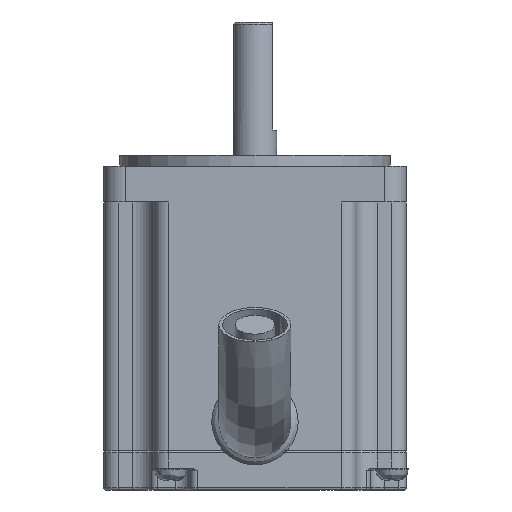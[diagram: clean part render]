
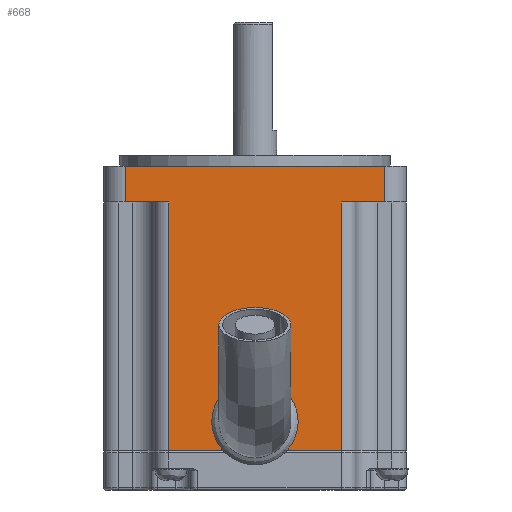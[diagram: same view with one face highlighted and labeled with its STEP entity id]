
A CAD part, front view. The second image highlights one B-rep face of the part: STEP entity #668.
In plain terms, the highlighted planar face has unit normal (0, -1, 0).
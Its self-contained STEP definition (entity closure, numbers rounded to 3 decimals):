
#668 = ADVANCED_FACE( '', ( #1361 ), #1362, .F. );
#1361 = FACE_OUTER_BOUND( '', #2605, .T. );
#1362 = PLANE( '', #2606 );
#2605 = EDGE_LOOP( '', ( #4153, #4154, #4155, #4156, #4157, #4158, #4159, #4160, #4161, #4162 ) );
#2606 = AXIS2_PLACEMENT_3D( '', #4163, #4164, #4165 );
#4153 = ORIENTED_EDGE( '', *, *, #5364, .F. );
#4154 = ORIENTED_EDGE( '', *, *, #5365, .T. );
#4155 = ORIENTED_EDGE( '', *, *, #5366, .F. );
#4156 = ORIENTED_EDGE( '', *, *, #4852, .T. );
#4157 = ORIENTED_EDGE( '', *, *, #5097, .T. );
#4158 = ORIENTED_EDGE( '', *, *, #4874, .F. );
#4159 = ORIENTED_EDGE( '', *, *, #4979, .F. );
#4160 = ORIENTED_EDGE( '', *, *, #5118, .T. );
#4161 = ORIENTED_EDGE( '', *, *, #5038, .T. );
#4162 = ORIENTED_EDGE( '', *, *, #5105, .F. );
#4163 = CARTESIAN_POINT( '', ( -18., -21., 5. ) );
#4164 = DIRECTION( '', ( 0., 1., 0. ) );
#4165 = DIRECTION( '', ( 0., 0., 1. ) );
#4852 = EDGE_CURVE( '', #5682, #5680, #5683, .T. );
#4874 = EDGE_CURVE( '', #5717, #5712, #5719, .T. );
#4979 = EDGE_CURVE( '', #5891, #5717, #5893, .T. );
#5038 = EDGE_CURVE( '', #5981, #5979, #5982, .T. );
#5097 = EDGE_CURVE( '', #5680, #5712, #6073, .T. );
#5105 = EDGE_CURVE( '', #6083, #5979, #6085, .T. );
#5118 = EDGE_CURVE( '', #5891, #5981, #6102, .T. );
#5364 = EDGE_CURVE( '', #5911, #6083, #6429, .T. );
#5365 = EDGE_CURVE( '', #5911, #5910, #6430, .T. );
#5366 = EDGE_CURVE( '', #5682, #5910, #6431, .T. );
#5680 = VERTEX_POINT( '', #6823 );
#5682 = VERTEX_POINT( '', #6825 );
#5683 = LINE( '', #6826, #6827 );
#5712 = VERTEX_POINT( '', #6859 );
#5717 = VERTEX_POINT( '', #6865 );
#5719 = LINE( '', #6867, #6868 );
#5891 = VERTEX_POINT( '', #7101 );
#5893 = LINE( '', #7103, #7104 );
#5910 = VERTEX_POINT( '', #7121 );
#5911 = VERTEX_POINT( '', #7122 );
#5979 = VERTEX_POINT( '', #7223 );
#5981 = VERTEX_POINT( '', #7225 );
#5982 = LINE( '', #7226, #7227 );
#6073 = LINE( '', #7405, #7406 );
#6083 = VERTEX_POINT( '', #7416 );
#6085 = LINE( '', #7418, #7419 );
#6102 = LINE( '', #7437, #7438 );
#6429 = LINE( '', #7867, #7868 );
#6430 = CIRCLE( '', #7869, 6. );
#6431 = LINE( '', #7870, #7871 );
#6823 = CARTESIAN_POINT( '', ( 12., -21., 0. ) );
#6825 = CARTESIAN_POINT( '', ( 12., -21., -34.5 ) );
#6826 = CARTESIAN_POINT( '', ( 12., -21., -34.5 ) );
#6827 = VECTOR( '', #8173, 1000. );
#6859 = CARTESIAN_POINT( '', ( 18., -21., 0. ) );
#6865 = CARTESIAN_POINT( '', ( 18., -21., 5. ) );
#6867 = CARTESIAN_POINT( '', ( 18., -21., 5. ) );
#6868 = VECTOR( '', #8214, 1000. );
#7101 = CARTESIAN_POINT( '', ( -18., -21., 5. ) );
#7103 = CARTESIAN_POINT( '', ( -18., -21., 5. ) );
#7104 = VECTOR( '', #8362, 1000. );
#7121 = CARTESIAN_POINT( '', ( 4.472, -21., -34.5 ) );
#7122 = CARTESIAN_POINT( '', ( -4.472, -21., -34.5 ) );
#7223 = CARTESIAN_POINT( '', ( -12., -21., 0. ) );
#7225 = CARTESIAN_POINT( '', ( -18., -21., 0. ) );
#7226 = CARTESIAN_POINT( '', ( -18., -21., 0. ) );
#7227 = VECTOR( '', #8444, 1000. );
#7405 = CARTESIAN_POINT( '', ( -18., -21., 0. ) );
#7406 = VECTOR( '', #8513, 1000. );
#7416 = CARTESIAN_POINT( '', ( -12., -21., -34.5 ) );
#7418 = CARTESIAN_POINT( '', ( -12., -21., -34.5 ) );
#7419 = VECTOR( '', #8529, 1000. );
#7437 = CARTESIAN_POINT( '', ( -18., -21., 5. ) );
#7438 = VECTOR( '', #8549, 1000. );
#7867 = CARTESIAN_POINT( '', ( 12., -21., -34.5 ) );
#7868 = VECTOR( '', #8877, 1000. );
#7869 = AXIS2_PLACEMENT_3D( '', #8878, #8879, #8880 );
#7870 = CARTESIAN_POINT( '', ( 12., -21., -34.5 ) );
#7871 = VECTOR( '', #8881, 1000. );
#8173 = DIRECTION( '', ( 0., 0., 1. ) );
#8214 = DIRECTION( '', ( 0., 0., -1. ) );
#8362 = DIRECTION( '', ( 1., 0., 0. ) );
#8444 = DIRECTION( '', ( 1., 0., 0. ) );
#8513 = DIRECTION( '', ( 1., 0., 0. ) );
#8529 = DIRECTION( '', ( 0., 0., 1. ) );
#8549 = DIRECTION( '', ( 0., 0., -1. ) );
#8877 = DIRECTION( '', ( -1., 0., 0. ) );
#8878 = CARTESIAN_POINT( '', ( 0., -21., -30.5 ) );
#8879 = DIRECTION( '', ( 0., 1., 0. ) );
#8880 = DIRECTION( '', ( 0., 0., -1. ) );
#8881 = DIRECTION( '', ( -1., 0., 0. ) );
